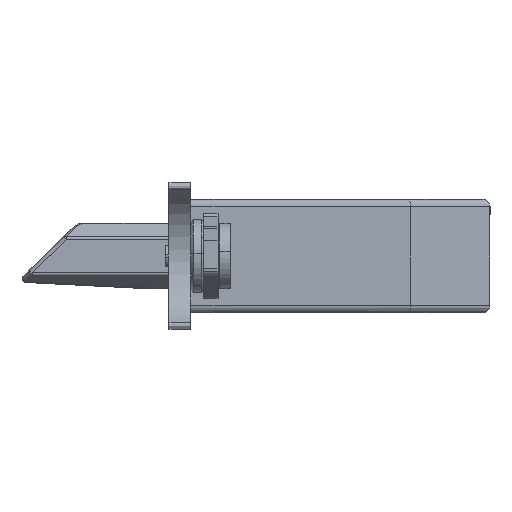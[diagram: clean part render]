
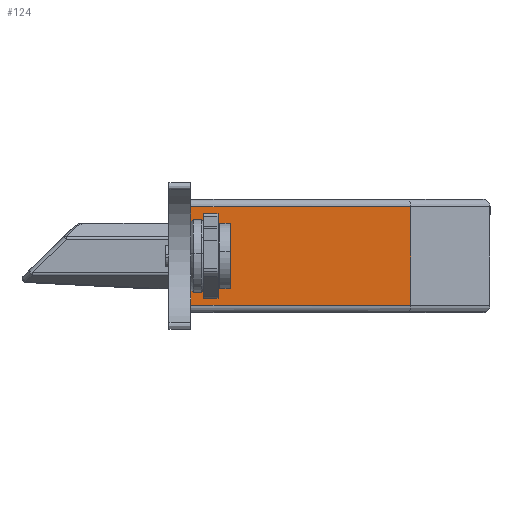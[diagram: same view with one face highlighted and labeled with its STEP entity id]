
A CAD part, front view. The second image highlights one B-rep face of the part: STEP entity #124.
In plain terms, the highlighted face is planar.
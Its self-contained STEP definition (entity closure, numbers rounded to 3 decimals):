
#72 = VECTOR ( 'NONE', #5661, 1000. ) ;
#101 = DIRECTION ( 'NONE',  ( 0., -1., 0. ) ) ;
#124 = ADVANCED_FACE ( 'NONE', ( #4046 ), #2567, .T. ) ;
#1560 = VERTEX_POINT ( 'NONE', #3603 ) ;
#1785 = CARTESIAN_POINT ( 'NONE',  ( -33.75, -30.7, -7.75 ) ) ;
#1907 = AXIS2_PLACEMENT_3D ( 'NONE', #4129, #7107, #3209 ) ;
#2085 = DIRECTION ( 'NONE',  ( 0., 0., 1. ) ) ;
#2567 = PLANE ( 'NONE',  #1907 ) ;
#2604 = VERTEX_POINT ( 'NONE', #5299 ) ;
#2922 = LINE ( 'NONE', #6728, #6921 ) ;
#2954 = EDGE_CURVE ( 'NONE', #8717, #1560, #5706, .T. ) ;
#3093 = EDGE_CURVE ( 'NONE', #2604, #8010, #2922, .T. ) ;
#3209 = DIRECTION ( 'NONE',  ( 0., 0., 1. ) ) ;
#3321 = CARTESIAN_POINT ( 'NONE',  ( -33.75, -0.7, 6.75 ) ) ;
#3603 = CARTESIAN_POINT ( 'NONE',  ( -33.75, -30.7, 6.75 ) ) ;
#4046 = FACE_OUTER_BOUND ( 'NONE', #5157, .T. ) ;
#4129 = CARTESIAN_POINT ( 'NONE',  ( -33.75, -41.5, -7.75 ) ) ;
#5157 = EDGE_LOOP ( 'NONE', ( #5621, #6446, #7108, #7301 ) ) ;
#5299 = CARTESIAN_POINT ( 'NONE',  ( -33.75, -0.7, -6.75 ) ) ;
#5621 = ORIENTED_EDGE ( 'NONE', *, *, #3093, .F. ) ;
#5661 = DIRECTION ( 'NONE',  ( 0., 1., 0. ) ) ;
#5687 = EDGE_CURVE ( 'NONE', #2604, #8717, #6167, .T. ) ;
#5706 = LINE ( 'NONE', #1785, #6996 ) ;
#6167 = LINE ( 'NONE', #7595, #7903 ) ;
#6446 = ORIENTED_EDGE ( 'NONE', *, *, #5687, .T. ) ;
#6728 = CARTESIAN_POINT ( 'NONE',  ( -33.75, -0.7, -7.75 ) ) ;
#6921 = VECTOR ( 'NONE', #2085, 1000. ) ;
#6996 = VECTOR ( 'NONE', #9446, 1000. ) ;
#7107 = DIRECTION ( 'NONE',  ( -1., 0., 0. ) ) ;
#7108 = ORIENTED_EDGE ( 'NONE', *, *, #2954, .T. ) ;
#7301 = ORIENTED_EDGE ( 'NONE', *, *, #7523, .T. ) ;
#7523 = EDGE_CURVE ( 'NONE', #1560, #8010, #8766, .T. ) ;
#7595 = CARTESIAN_POINT ( 'NONE',  ( -33.75, -41.5, -6.75 ) ) ;
#7750 = CARTESIAN_POINT ( 'NONE',  ( -33.75, -30.7, -6.75 ) ) ;
#7903 = VECTOR ( 'NONE', #101, 1000. ) ;
#8010 = VERTEX_POINT ( 'NONE', #9097 ) ;
#8717 = VERTEX_POINT ( 'NONE', #7750 ) ;
#8766 = LINE ( 'NONE', #3321, #72 ) ;
#9097 = CARTESIAN_POINT ( 'NONE',  ( -33.75, -0.7, 6.75 ) ) ;
#9446 = DIRECTION ( 'NONE',  ( 0., 0., 1. ) ) ;
